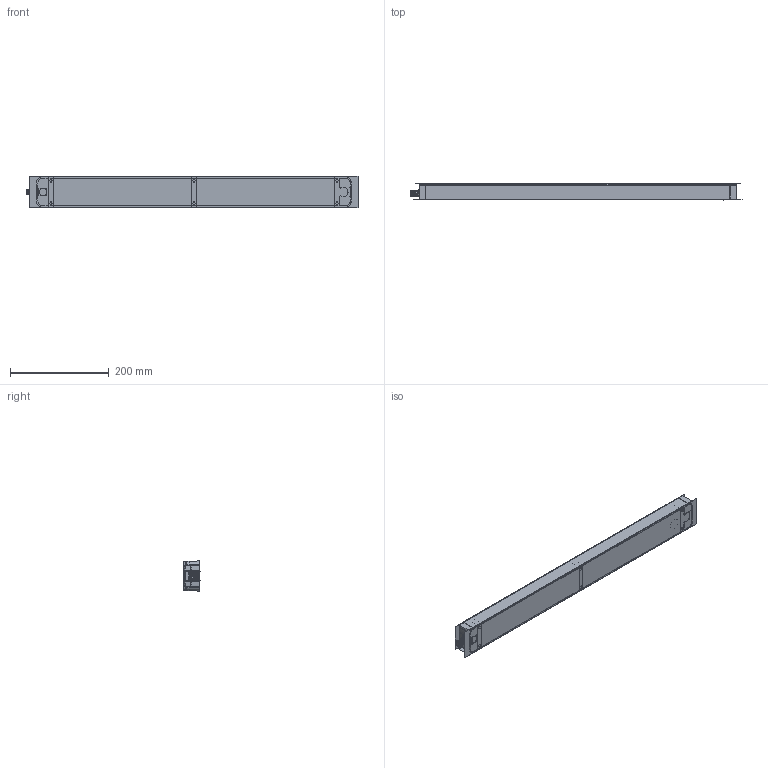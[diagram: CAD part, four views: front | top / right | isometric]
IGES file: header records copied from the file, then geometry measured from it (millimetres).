
Start section:  PTC IGES file: 238831_sm01.igs
Global section: file name: 238831_sm01.igs; native system: Creo Parametric by PTC Inc.; preprocessor: 2022414; author: banengservice; organization: Unknown; date: 20240604.101856; units: millimetre
Bounding box: 672.35 x 33.67 x 63.33 mm (x, y, z)
Volume: 391.3 mm3; surface area: 768344.5 mm2
Topology: 1 solids, 4 shells, 4176 faces, 20778 edges, 25883 vertices
Faces by surface type: bspline 2338, revolution 1838
